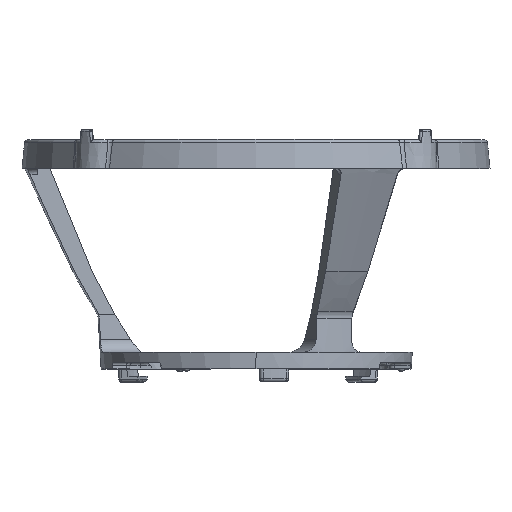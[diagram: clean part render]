
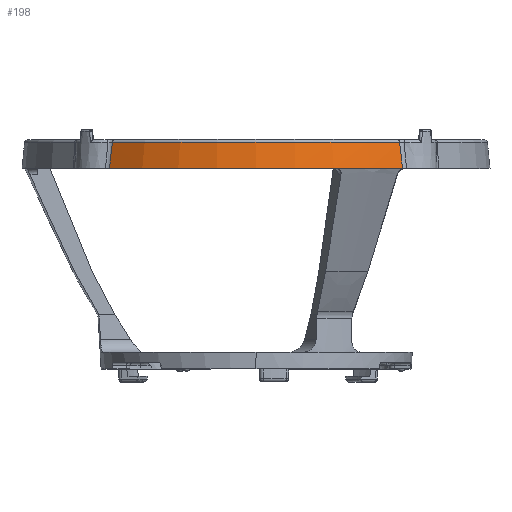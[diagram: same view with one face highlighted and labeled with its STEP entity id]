
A CAD part, top view. The second image highlights one B-rep face of the part: STEP entity #198.
In plain terms, the highlighted conical face has half-angle 5.745 degrees and reference radius 35.201 mm.
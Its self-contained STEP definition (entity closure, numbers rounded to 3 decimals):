
#198=ADVANCED_FACE('',(#772),#773,.T.);
#772=FACE_OUTER_BOUND('',#2228,.T.);
#773=CONICAL_SURFACE('',#2229,35.201,0.1);
#2228=EDGE_LOOP('',(#4983,#4984,#4985,#4986));
#2229=AXIS2_PLACEMENT_3D('',#4987,#4988,#4989);
#4983=ORIENTED_EDGE('',*,*,#8598,.F.);
#4984=ORIENTED_EDGE('',*,*,#8702,.F.);
#4985=ORIENTED_EDGE('',*,*,#8703,.F.);
#4986=ORIENTED_EDGE('',*,*,#8704,.F.);
#4987=CARTESIAN_POINT('',(0.0,32.27,0.0));
#4988=DIRECTION('',(-0.0,-1.0,0.0));
#4989=DIRECTION('',(-1.0,0.0,0.0));
#8598=EDGE_CURVE('',#10268,#10265,#10270,.T.);
#8702=EDGE_CURVE('',#10439,#10268,#10440,.T.);
#8703=EDGE_CURVE('',#10441,#10439,#10442,.T.);
#8704=EDGE_CURVE('',#10265,#10441,#10443,.T.);
#10265=VERTEX_POINT('',#13799);
#10268=VERTEX_POINT('',#13815);
#10270=B_SPLINE_CURVE_WITH_KNOTS('',3,(#13821,#13822,#13823,#13824,#13825,#13826),.UNSPECIFIED.,.F.,.F.,(4,1,1,4),(0.0,0.333,0.667,1.0),.UNSPECIFIED.);
#10439=VERTEX_POINT('',#14326);
#10440=CIRCLE('',#14327,35.396);
#10441=VERTEX_POINT('',#14328);
#10442=B_SPLINE_CURVE_WITH_KNOTS('',3,(#14329,#14330,#14331,#14332,#14333,#14334),.UNSPECIFIED.,.F.,.F.,(4,1,1,4),(0.0,0.333,0.667,1.0),.UNSPECIFIED.);
#10443=CIRCLE('',#14335,35.005);
#13799=CARTESIAN_POINT('',(-21.721,34.211,27.451));
#13815=CARTESIAN_POINT('',(-22.165,30.329,27.597));
#13821=CARTESIAN_POINT('',(-22.165,30.329,27.597));
#13822=CARTESIAN_POINT('',(-22.118,30.726,27.584));
#13823=CARTESIAN_POINT('',(-22.021,31.543,27.555));
#13824=CARTESIAN_POINT('',(-21.875,32.82,27.508));
#13825=CARTESIAN_POINT('',(-21.773,33.738,27.471));
#13826=CARTESIAN_POINT('',(-21.721,34.211,27.451));
#14326=CARTESIAN_POINT('',(22.165,30.329,27.597));
#14327=AXIS2_PLACEMENT_3D('',#17192,#17193,#17194);
#14328=CARTESIAN_POINT('',(21.721,34.211,27.451));
#14329=CARTESIAN_POINT('',(21.721,34.211,27.451));
#14330=CARTESIAN_POINT('',(21.764,33.819,27.468));
#14331=CARTESIAN_POINT('',(21.854,33.008,27.5));
#14332=CARTESIAN_POINT('',(21.998,31.743,27.548));
#14333=CARTESIAN_POINT('',(22.108,30.812,27.581));
#14334=CARTESIAN_POINT('',(22.165,30.329,27.597));
#14335=AXIS2_PLACEMENT_3D('',#17195,#17196,#17197);
#17192=CARTESIAN_POINT('',(0.0,30.329,0.0));
#17193=DIRECTION('',(0.0,-1.0,0.0));
#17194=DIRECTION('',(0.626,0.0,0.78));
#17195=CARTESIAN_POINT('',(0.0,34.211,0.0));
#17196=DIRECTION('',(0.0,1.0,0.0));
#17197=DIRECTION('',(-0.621,0.0,0.784));
